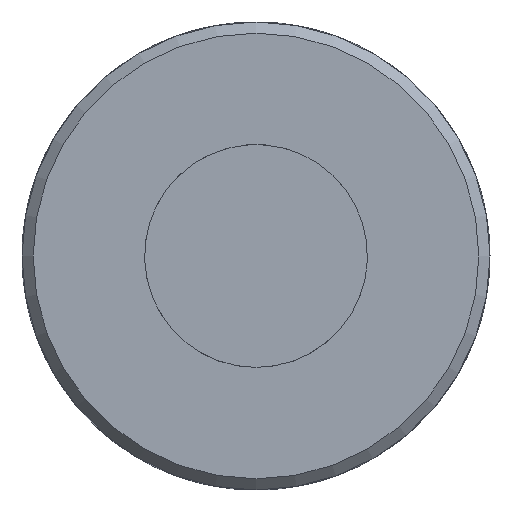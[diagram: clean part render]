
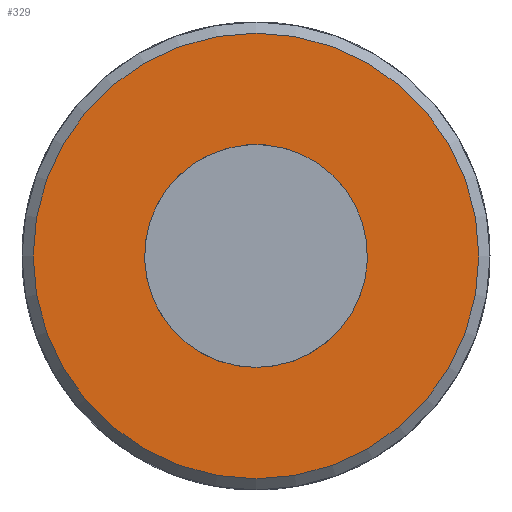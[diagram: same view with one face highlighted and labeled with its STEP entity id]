
A CAD part, left-side view. The second image highlights one B-rep face of the part: STEP entity #329.
In plain terms, the highlighted planar face has unit normal (-1, 0, 0).
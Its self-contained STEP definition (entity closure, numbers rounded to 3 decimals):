
#329 = ADVANCED_FACE( '', ( #640, #641 ), #642, .F. );
#640 = FACE_OUTER_BOUND( '', #920, .T. );
#641 = FACE_BOUND( '', #921, .T. );
#642 = PLANE( '', #922 );
#920 = EDGE_LOOP( '', ( #1500 ) );
#921 = EDGE_LOOP( '', ( #1501 ) );
#922 = AXIS2_PLACEMENT_3D( '', #1502, #1503, #1504 );
#1500 = ORIENTED_EDGE( '', *, *, #1547, .F. );
#1501 = ORIENTED_EDGE( '', *, *, #1690, .T. );
#1502 = CARTESIAN_POINT( '', ( 0., 0., 0. ) );
#1503 = DIRECTION( '', ( 1., 0., 0. ) );
#1504 = DIRECTION( '', ( 0., 0., -1. ) );
#1547 = EDGE_CURVE( '', #1792, #1792, #1793, .T. );
#1690 = EDGE_CURVE( '', #2003, #2003, #2004, .T. );
#1792 = VERTEX_POINT( '', #2291 );
#1793 = CIRCLE( '', #2292, 20. );
#2003 = VERTEX_POINT( '', #3282 );
#2004 = CIRCLE( '', #3283, 10. );
#2291 = CARTESIAN_POINT( '', ( 0., 0., -20. ) );
#2292 = AXIS2_PLACEMENT_3D( '', #3551, #3552, #3553 );
#3282 = CARTESIAN_POINT( '', ( 0., 0., -10. ) );
#3283 = AXIS2_PLACEMENT_3D( '', #3700, #3701, #3702 );
#3551 = CARTESIAN_POINT( '', ( 0., 0., 0. ) );
#3552 = DIRECTION( '', ( 1., 0., 0. ) );
#3553 = DIRECTION( '', ( 0., 0., -1. ) );
#3700 = CARTESIAN_POINT( '', ( 0., 0., 0. ) );
#3701 = DIRECTION( '', ( 1., 0., 0. ) );
#3702 = DIRECTION( '', ( 0., 0., -1. ) );
